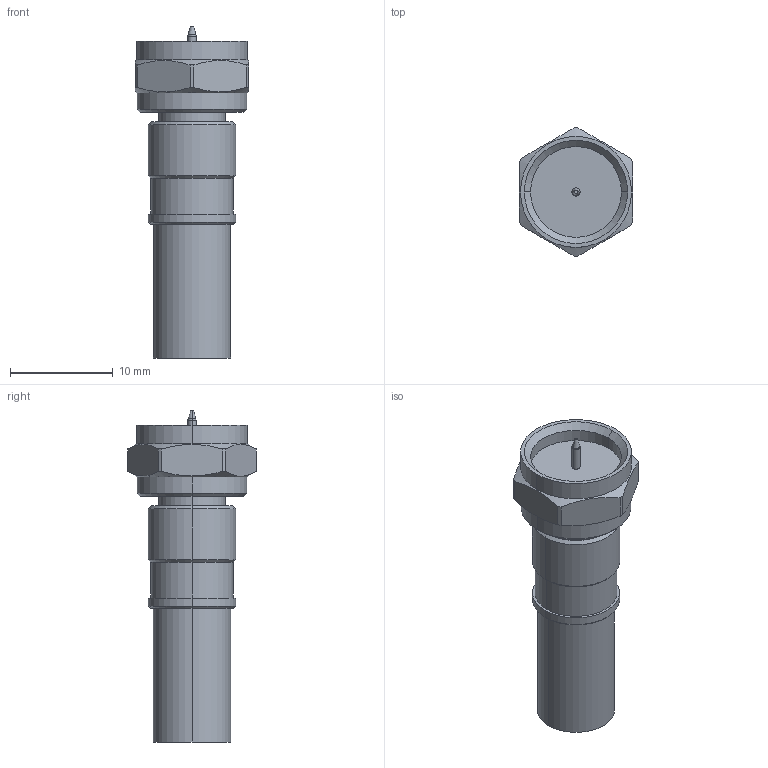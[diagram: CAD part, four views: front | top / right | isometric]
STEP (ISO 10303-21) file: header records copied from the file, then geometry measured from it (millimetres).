
FILE_DESCRIPTION (( 'STEP AP214' ), '1' );
FILE_NAME ('J01600A0009.STEP', '2018-11-20T08:50:41', ( '' ), ( '' ), 'SwSTEP 2.0', 'SolidWorks 2017', '' );
FILE_SCHEMA (( 'AUTOMOTIVE_DESIGN' ));
Length unit declared in the file: millimetre
Products named in the file (1): J01600A0009
Bounding box: 11 x 12.5 x 32.3 mm (x, y, z)
Volume: 1425.7 mm3; surface area: 1381.3 mm2
Topology: 1 solids, 1 shells, 69 faces, 150 edges, 92 vertices
Faces by surface type: cylinder 30, cone 20, plane 17, torus 2
Entity records: 2730 total; most frequent: CARTESIAN_POINT 424, DIRECTION 352, ORIENTED_EDGE 300, EDGE_CURVE 150, AXIS2_PLACEMENT_3D 148, VERTEX_POINT 92, EDGE_LOOP 78, CIRCLE 78
